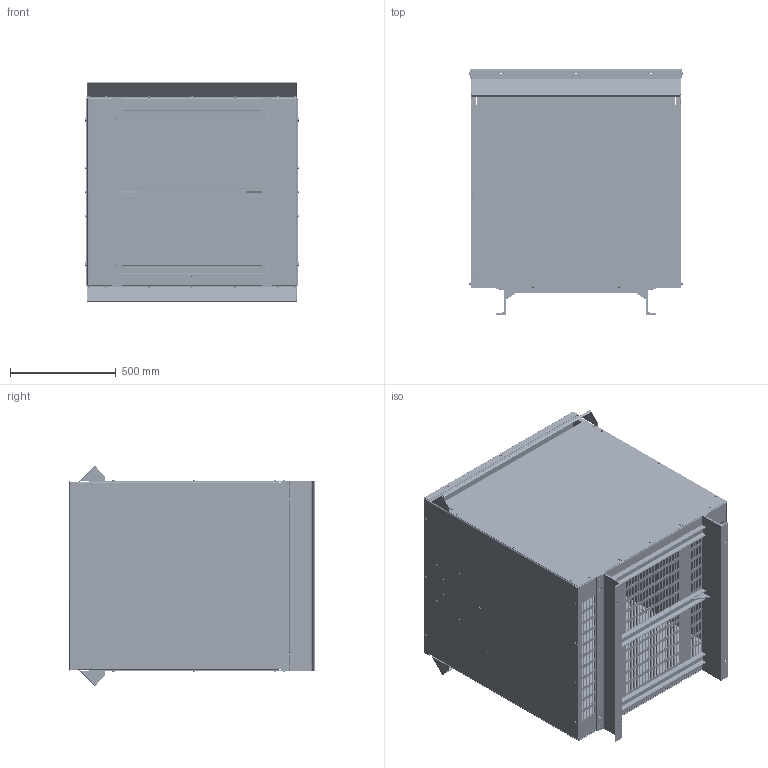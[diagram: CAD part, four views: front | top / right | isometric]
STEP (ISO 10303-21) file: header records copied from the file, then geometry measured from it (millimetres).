
FILE_DESCRIPTION (( 'STEP AP214' ), '1' );
FILE_NAME ('T3300K0013B.STEP', '2017-03-01T16:56:50', ( '' ), ( '' ), 'SwSTEP 2.0', 'SolidWorks 2017', '' );
FILE_SCHEMA (( 'AUTOMOTIVE_DESIGN' ));
Length unit declared in the file: inch
Products named in the file (12): 150-044; 150-044 B_Hole; 150-044 C; 150-044 B_No Hole; 150-044 A; T3300K0013B; 150-043 Prototype Slots; 154-001_.25-14 Type B Steel Zinc Plated Thread Forming HH Screw; 150-047; 150-045; 150-042; 150-041
Assembly tree (57 placements, depth 3):
  T3300K0013B
    150-044
      150-044 A  x2
      150-044 B_No Hole  x2
      150-044 C  x2
      150-044 B_Hole
    150-041
    150-042  x2
    150-045
    150-047  x2
    154-001_.25-14 Type B Steel Zinc Plated Thread Forming HH Screw  x41
    150-043 Prototype Slots  x2
Bounding box: 1015.49 x 1161.12 x 1040.5 mm (x, y, z)
Volume: 21506317.8 mm3; surface area: 13244664 mm2
Topology: 56 solids, 56 shells, 6010 faces, 16890 edges, 11110 vertices
Faces by surface type: cylinder 3204, plane 1761, bspline 594, cone 451
Entity records: 95037 total; most frequent: CARTESIAN_POINT 18453, DIRECTION 16191, ORIENTED_EDGE 15662, EDGE_CURVE 7831, AXIS2_PLACEMENT_3D 5785, VERTEX_POINT 5174, VECTOR 4621, LINE 4621
